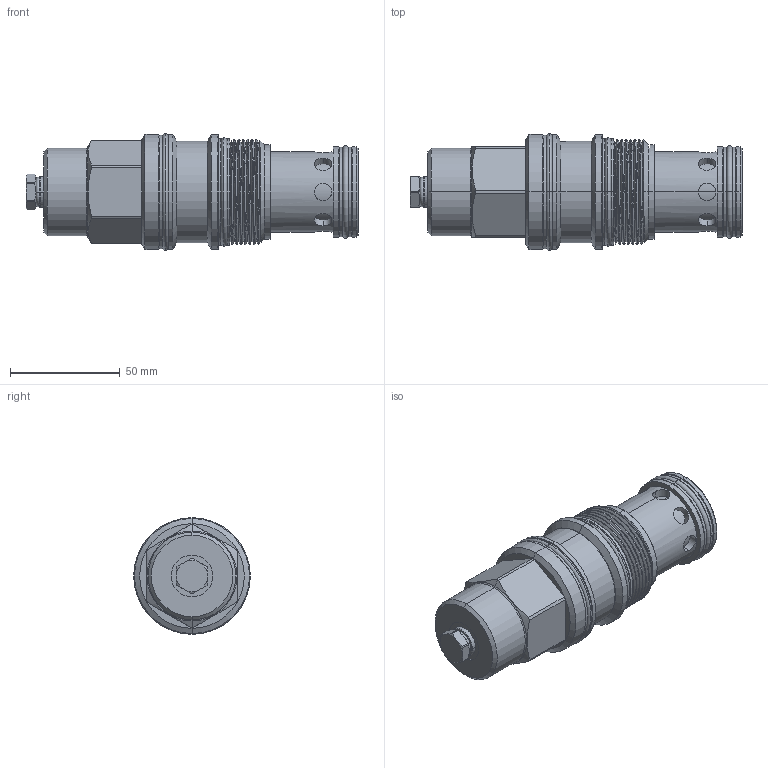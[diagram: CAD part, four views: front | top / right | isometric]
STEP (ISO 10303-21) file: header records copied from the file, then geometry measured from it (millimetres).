
FILE_DESCRIPTION (( 'STEP AP203' ), '1' );
FILE_NAME ('LB19A3S-N.STEP', '2020-04-08T07:42:02', ( '' ), ( '' ), 'SwSTEP 2.0', 'SolidWorks 2018', '' );
FILE_SCHEMA (( 'CONFIG_CONTROL_DESIGN' ));
Length unit declared in the file: millimetre
Products named in the file (1): LB19A3S-N
Bounding box: 151.14 x 53.11 x 53.11 mm (x, y, z)
Volume: 209956.6 mm3; surface area: 34906.7 mm2
Topology: 4 solids, 4 shells, 215 faces, 482 edges, 300 vertices
Faces by surface type: cylinder 112, cone 42, plane 40, torus 18, bspline 3
Entity records: 8856 total; most frequent: CARTESIAN_POINT 4051, DIRECTION 1016, ORIENTED_EDGE 964, EDGE_CURVE 482, AXIS2_PLACEMENT_3D 432, VERTEX_POINT 300, EDGE_LOOP 246, CIRCLE 219
